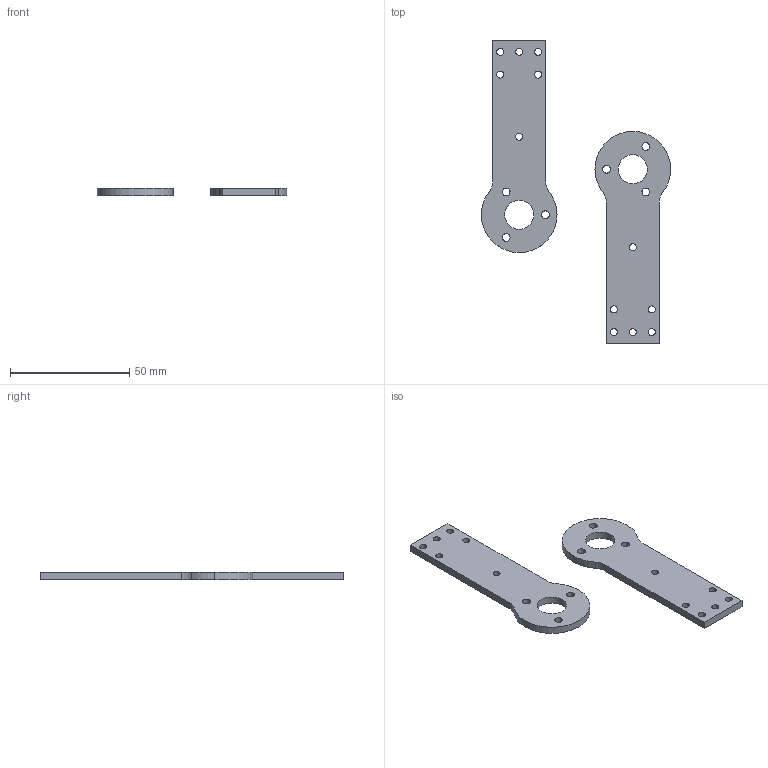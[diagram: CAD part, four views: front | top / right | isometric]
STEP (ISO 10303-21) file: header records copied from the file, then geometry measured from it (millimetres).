
FILE_DESCRIPTION (( 'STEP AP214' ), '1' );
FILE_NAME ('motor-plates-2.STEP', '2017-03-09T18:31:36', ( '' ), ( '' ), 'SwSTEP 2.0', 'SolidWorks 2016', '' );
FILE_SCHEMA (( 'AUTOMOTIVE_DESIGN' ));
Length unit declared in the file: inch
Products named in the file (2): motor-plate; motor-plates-2
Assembly tree (2 placements, depth 2):
  motor-plates-2
    motor-plate  x2
Bounding box: 79.38 x 127 x 3.17 mm (x, y, z)
Volume: 12135.4 mm3; surface area: 9836.8 mm2
Topology: 2 solids, 2 shells, 60 faces, 168 edges, 112 vertices
Faces by surface type: cylinder 50, plane 10
Entity records: 1120 total; most frequent: DIRECTION 204, CARTESIAN_POINT 175, ORIENTED_EDGE 168, AXIS2_PLACEMENT_3D 85, EDGE_CURVE 84, VERTEX_POINT 56, CIRCLE 50, EDGE_LOOP 50
